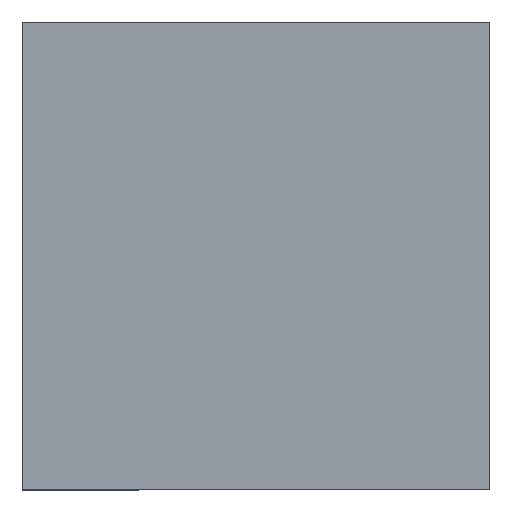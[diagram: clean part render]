
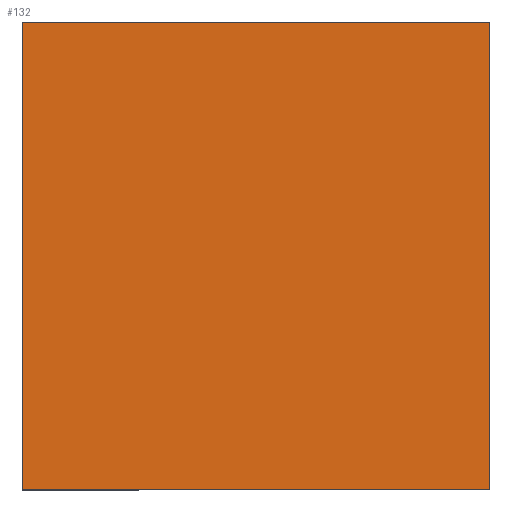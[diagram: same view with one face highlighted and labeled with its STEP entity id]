
A CAD part, top view. The second image highlights one B-rep face of the part: STEP entity #132.
In plain terms, the highlighted planar face has unit normal (0, 0, 1).
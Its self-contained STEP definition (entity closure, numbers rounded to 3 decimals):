
#8 = ORIENTED_EDGE ( 'NONE', *, *, #201, .T. ) ;
#20 = DIRECTION ( 'NONE',  ( -1., 0., 0. ) ) ;
#21 = CARTESIAN_POINT ( 'NONE',  ( 0., 0., 0.75 ) ) ;
#24 = CARTESIAN_POINT ( 'NONE',  ( 25.4, -25.4, 0.75 ) ) ;
#35 = CARTESIAN_POINT ( 'NONE',  ( -25.4, 25.4, 0.75 ) ) ;
#36 = CARTESIAN_POINT ( 'NONE',  ( 25.4, -25.4, 0.75 ) ) ;
#43 = VECTOR ( 'NONE', #49, 1000. ) ;
#48 = CARTESIAN_POINT ( 'NONE',  ( -25.4, -25.4, 0.75 ) ) ;
#49 = DIRECTION ( 'NONE',  ( 0., -1., 0. ) ) ;
#56 = ORIENTED_EDGE ( 'NONE', *, *, #150, .T. ) ;
#58 = VERTEX_POINT ( 'NONE', #176 ) ;
#61 = VECTOR ( 'NONE', #64, 1000. ) ;
#64 = DIRECTION ( 'NONE',  ( 1., 0., 0. ) ) ;
#69 = VERTEX_POINT ( 'NONE', #24 ) ;
#70 = FACE_OUTER_BOUND ( 'NONE', #77, .T. ) ;
#77 = EDGE_LOOP ( 'NONE', ( #56, #8, #183, #186 ) ) ;
#85 = VECTOR ( 'NONE', #20, 1000. ) ;
#113 = AXIS2_PLACEMENT_3D ( 'NONE', #21, #117, #160 ) ;
#117 = DIRECTION ( 'NONE',  ( 0., 0., 1. ) ) ;
#129 = LINE ( 'NONE', #232, #43 ) ;
#132 = ADVANCED_FACE ( 'NONE', ( #70 ), #233, .T. ) ;
#136 = CARTESIAN_POINT ( 'NONE',  ( 25.4, -25.4, 0.75 ) ) ;
#149 = EDGE_CURVE ( 'NONE', #58, #165, #210, .T. ) ;
#150 = EDGE_CURVE ( 'NONE', #165, #207, #129, .T. ) ;
#159 = CARTESIAN_POINT ( 'NONE',  ( 25.4, 25.4, 0.75 ) ) ;
#160 = DIRECTION ( 'NONE',  ( 1., 0., 0. ) ) ;
#165 = VERTEX_POINT ( 'NONE', #35 ) ;
#171 = LINE ( 'NONE', #136, #61 ) ;
#176 = CARTESIAN_POINT ( 'NONE',  ( 25.4, 25.4, 0.75 ) ) ;
#183 = ORIENTED_EDGE ( 'NONE', *, *, #217, .T. ) ;
#186 = ORIENTED_EDGE ( 'NONE', *, *, #149, .T. ) ;
#188 = VECTOR ( 'NONE', #213, 1000. ) ;
#201 = EDGE_CURVE ( 'NONE', #207, #69, #171, .T. ) ;
#207 = VERTEX_POINT ( 'NONE', #48 ) ;
#210 = LINE ( 'NONE', #159, #85 ) ;
#213 = DIRECTION ( 'NONE',  ( 0., 1., 0. ) ) ;
#217 = EDGE_CURVE ( 'NONE', #69, #58, #226, .T. ) ;
#226 = LINE ( 'NONE', #36, #188 ) ;
#232 = CARTESIAN_POINT ( 'NONE',  ( -25.4, -25.4, 0.75 ) ) ;
#233 = PLANE ( 'NONE',  #113 ) ;
